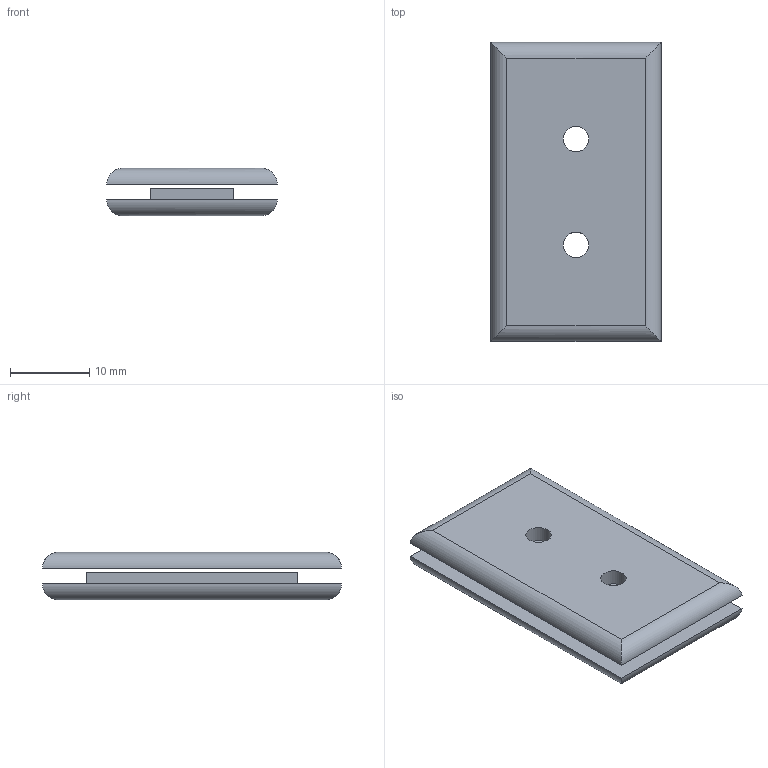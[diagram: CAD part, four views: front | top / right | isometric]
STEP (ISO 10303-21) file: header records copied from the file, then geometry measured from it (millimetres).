
FILE_DESCRIPTION(('HOOPS Exchange Step'),'2;1');
FILE_NAME('temp_export','2023-06-26T14:51:15+02:00',('mobile'),('Shapr3D Limited'),'HOOPS Exchange 2022.2','Shapr3D','Authorized');
FILE_SCHEMA( ('AUTOMOTIVE_DESIGN { 1 0 10303 214 1 1 1 1 }') );
Length unit declared in the file: millimetre
Products named in the file (1): root
Bounding box: 21.5 x 37.7 x 6 mm (x, y, z)
Volume: 3377.1 mm3; surface area: 3665.8 mm2
Topology: 2 solids, 2 shells, 21 faces, 52 edges, 36 vertices
Faces by surface type: cylinder 12, plane 9
Full cylindrical faces by diameter (mm): 3.2 x4
Entity records: 677 total; most frequent: DIRECTION 116, CARTESIAN_POINT 110, ORIENTED_EDGE 104, EDGE_CURVE 52, AXIS2_PLACEMENT_3D 42, VERTEX_POINT 36, VECTOR 32, LINE 32
